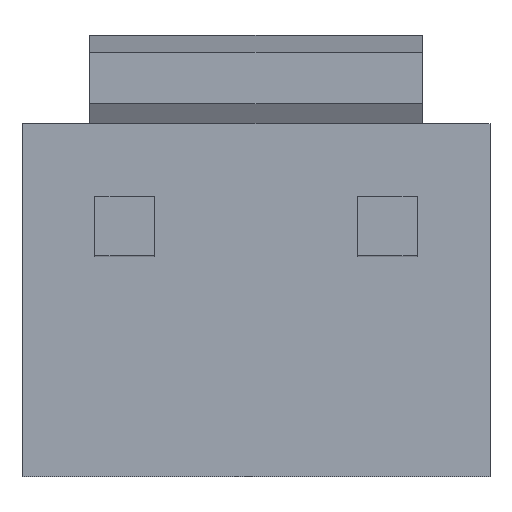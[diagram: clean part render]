
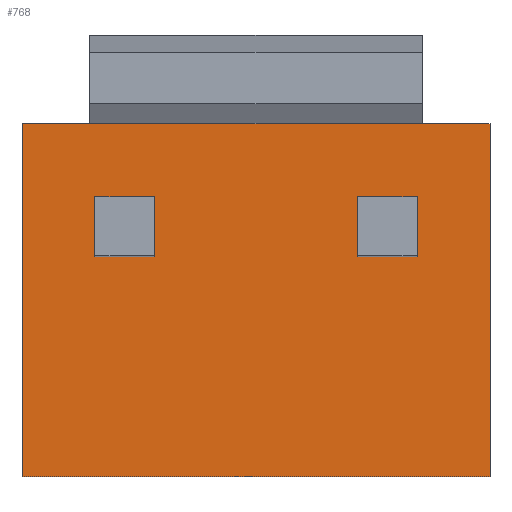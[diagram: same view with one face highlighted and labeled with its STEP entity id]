
A CAD part, top view. The second image highlights one B-rep face of the part: STEP entity #768.
In plain terms, the highlighted planar face has unit normal (0, 0, 1).
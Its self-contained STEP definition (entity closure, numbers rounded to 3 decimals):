
#134=DIRECTION('',(0.,-1.,0.));
#135=VECTOR('',#134,6.82);
#136=CARTESIAN_POINT('',(-4.52,2.,0.));
#137=LINE('',#136,#135);
#150=DIRECTION('',(1.,0.,0.));
#151=VECTOR('',#150,1.31);
#152=CARTESIAN_POINT('',(-4.52,2.,0.));
#153=LINE('',#152,#151);
#154=DIRECTION('',(1.,0.,0.));
#155=VECTOR('',#154,6.42);
#156=CARTESIAN_POINT('',(-3.21,2.,0.));
#157=LINE('',#156,#155);
#158=DIRECTION('',(-1.,0.,0.));
#159=VECTOR('',#158,1.31);
#160=CARTESIAN_POINT('',(4.52,2.,0.));
#161=LINE('',#160,#159);
#162=DIRECTION('',(-1.,0.,0.));
#163=VECTOR('',#162,1.14);
#164=CARTESIAN_POINT('',(-1.97,-0.57,0.));
#165=LINE('',#164,#163);
#166=DIRECTION('',(0.,1.,0.));
#167=VECTOR('',#166,1.14);
#168=CARTESIAN_POINT('',(-1.97,-0.57,0.));
#169=LINE('',#168,#167);
#170=DIRECTION('',(-1.,0.,0.));
#171=VECTOR('',#170,1.14);
#172=CARTESIAN_POINT('',(-1.97,0.57,0.));
#173=LINE('',#172,#171);
#174=DIRECTION('',(0.,1.,0.));
#175=VECTOR('',#174,1.14);
#176=CARTESIAN_POINT('',(-3.11,-0.57,0.));
#177=LINE('',#176,#175);
#178=DIRECTION('',(1.,0.,0.));
#179=VECTOR('',#178,1.14);
#180=CARTESIAN_POINT('',(1.97,-0.57,0.));
#181=LINE('',#180,#179);
#182=DIRECTION('',(0.,1.,0.));
#183=VECTOR('',#182,1.14);
#184=CARTESIAN_POINT('',(3.11,-0.57,0.));
#185=LINE('',#184,#183);
#186=DIRECTION('',(1.,0.,0.));
#187=VECTOR('',#186,1.14);
#188=CARTESIAN_POINT('',(1.97,0.57,0.));
#189=LINE('',#188,#187);
#190=DIRECTION('',(0.,1.,0.));
#191=VECTOR('',#190,1.14);
#192=CARTESIAN_POINT('',(1.97,-0.57,0.));
#193=LINE('',#192,#191);
#338=DIRECTION('',(1.,0.,0.));
#339=VECTOR('',#338,9.04);
#340=CARTESIAN_POINT('',(-4.52,-4.82,0.));
#341=LINE('',#340,#339);
#354=DIRECTION('',(0.,-1.,0.));
#355=VECTOR('',#354,6.82);
#356=CARTESIAN_POINT('',(4.52,2.,0.));
#357=LINE('',#356,#355);
#570=CARTESIAN_POINT('',(-4.52,-4.82,0.));
#572=VERTEX_POINT('',#570);
#574=CARTESIAN_POINT('',(4.52,-4.82,0.));
#576=VERTEX_POINT('',#574);
#598=CARTESIAN_POINT('',(3.21,2.,0.));
#599=VERTEX_POINT('',#598);
#600=CARTESIAN_POINT('',(-3.21,2.,0.));
#601=VERTEX_POINT('',#600);
#602=CARTESIAN_POINT('',(-4.52,2.,0.));
#603=VERTEX_POINT('',#602);
#604=CARTESIAN_POINT('',(4.52,2.,0.));
#605=VERTEX_POINT('',#604);
#640=CARTESIAN_POINT('',(-1.97,-0.57,0.));
#641=CARTESIAN_POINT('',(-3.11,-0.57,0.));
#642=VERTEX_POINT('',#640);
#643=VERTEX_POINT('',#641);
#644=CARTESIAN_POINT('',(-1.97,0.57,0.));
#645=CARTESIAN_POINT('',(-3.11,0.57,0.));
#646=VERTEX_POINT('',#644);
#647=VERTEX_POINT('',#645);
#698=CARTESIAN_POINT('',(1.97,-0.57,0.));
#699=CARTESIAN_POINT('',(3.11,-0.57,0.));
#700=VERTEX_POINT('',#698);
#701=VERTEX_POINT('',#699);
#702=CARTESIAN_POINT('',(1.97,0.57,0.));
#703=CARTESIAN_POINT('',(3.11,0.57,0.));
#704=VERTEX_POINT('',#702);
#705=VERTEX_POINT('',#703);
#730=CARTESIAN_POINT('',(-4.52,2.,0.));
#731=DIRECTION('',(0.,0.,1.));
#732=DIRECTION('',(0.,-1.,0.));
#733=AXIS2_PLACEMENT_3D('',#730,#731,#732);
#734=PLANE('',#733);
#735=ORIENTED_EDGE('',*,*,#719,.F.);
#737=ORIENTED_EDGE('',*,*,#736,.T.);
#739=ORIENTED_EDGE('',*,*,#738,.T.);
#741=ORIENTED_EDGE('',*,*,#740,.F.);
#743=ORIENTED_EDGE('',*,*,#742,.T.);
#745=ORIENTED_EDGE('',*,*,#744,.F.);
#746=EDGE_LOOP('',(#735,#737,#739,#741,#743,#745));
#747=FACE_OUTER_BOUND('',#746,.F.);
#749=ORIENTED_EDGE('',*,*,#748,.F.);
#751=ORIENTED_EDGE('',*,*,#750,.T.);
#753=ORIENTED_EDGE('',*,*,#752,.T.);
#755=ORIENTED_EDGE('',*,*,#754,.F.);
#756=EDGE_LOOP('',(#749,#751,#753,#755));
#757=FACE_BOUND('',#756,.F.);
#759=ORIENTED_EDGE('',*,*,#758,.T.);
#761=ORIENTED_EDGE('',*,*,#760,.T.);
#763=ORIENTED_EDGE('',*,*,#762,.F.);
#765=ORIENTED_EDGE('',*,*,#764,.F.);
#766=EDGE_LOOP('',(#759,#761,#763,#765));
#767=FACE_BOUND('',#766,.F.);
#719=EDGE_CURVE('',#603,#572,#137,.T.);
#736=EDGE_CURVE('',#603,#601,#153,.T.);
#738=EDGE_CURVE('',#601,#599,#157,.T.);
#740=EDGE_CURVE('',#605,#599,#161,.T.);
#742=EDGE_CURVE('',#605,#576,#357,.T.);
#744=EDGE_CURVE('',#572,#576,#341,.T.);
#748=EDGE_CURVE('',#642,#643,#165,.T.);
#750=EDGE_CURVE('',#642,#646,#169,.T.);
#752=EDGE_CURVE('',#646,#647,#173,.T.);
#754=EDGE_CURVE('',#643,#647,#177,.T.);
#758=EDGE_CURVE('',#700,#701,#181,.T.);
#760=EDGE_CURVE('',#701,#705,#185,.T.);
#762=EDGE_CURVE('',#704,#705,#189,.T.);
#764=EDGE_CURVE('',#700,#704,#193,.T.);
#768=ADVANCED_FACE('',(#747,#757,#767),#734,.T.);
